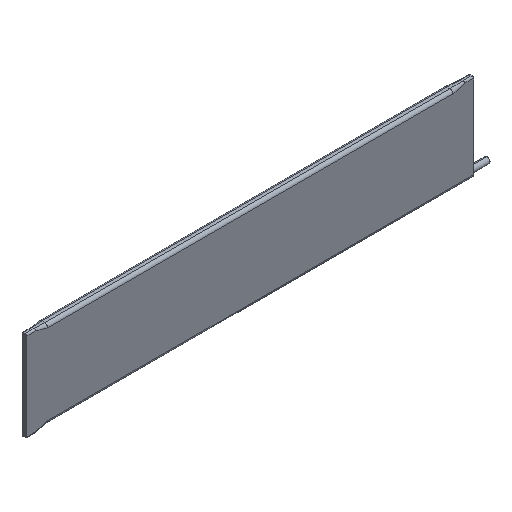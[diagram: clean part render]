
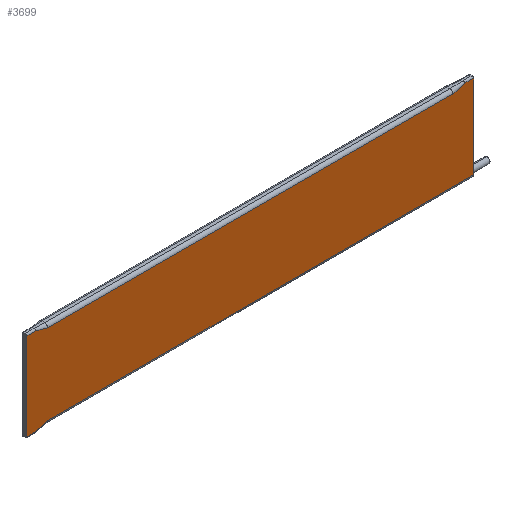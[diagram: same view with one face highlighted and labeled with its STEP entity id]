
A CAD part, isometric view. The second image highlights one B-rep face of the part: STEP entity #3699.
In plain terms, the highlighted planar face has unit normal (0, -1, 0).
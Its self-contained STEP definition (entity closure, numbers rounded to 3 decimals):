
#63 = LINE ( 'NONE', #1073, #1614 ) ;
#577 = CARTESIAN_POINT ( 'NONE',  ( -75., 0., -14.65 ) ) ;
#1063 = ORIENTED_EDGE ( 'NONE', *, *, #10080, .T. ) ;
#1073 = CARTESIAN_POINT ( 'NONE',  ( 75., 0., -11.485 ) ) ;
#1294 = CARTESIAN_POINT ( 'NONE',  ( 0., 0., 14.65 ) ) ;
#1363 = AXIS2_PLACEMENT_3D ( 'NONE', #11073, #11157, #12404 ) ;
#1582 = ORIENTED_EDGE ( 'NONE', *, *, #13664, .F. ) ;
#1587 = VECTOR ( 'NONE', #8125, 1000. ) ;
#1614 = VECTOR ( 'NONE', #9481, 1000. ) ;
#1631 = CARTESIAN_POINT ( 'NONE',  ( -72., 0., 14.65 ) ) ;
#1669 = ORIENTED_EDGE ( 'NONE', *, *, #9684, .F. ) ;
#1930 = LINE ( 'NONE', #6739, #8400 ) ;
#2108 = LINE ( 'NONE', #4465, #3117 ) ;
#2653 = EDGE_LOOP ( 'NONE', ( #3198, #14574, #13059, #5668, #1582, #1063, #11646, #11798, #1669, #9168 ) ) ;
#3117 = VECTOR ( 'NONE', #9339, 1000. ) ;
#3198 = ORIENTED_EDGE ( 'NONE', *, *, #4631, .T. ) ;
#3308 = CARTESIAN_POINT ( 'NONE',  ( 68., 0., 13.485 ) ) ;
#3699 = ADVANCED_FACE ( 'NONE', ( #6379 ), #12550, .T. ) ;
#4034 = EDGE_CURVE ( 'NONE', #8025, #4897, #1930, .T. ) ;
#4081 = VECTOR ( 'NONE', #13763, 1000. ) ;
#4205 = LINE ( 'NONE', #9004, #4081 ) ;
#4446 = CARTESIAN_POINT ( 'NONE',  ( -68., 0., -13.485 ) ) ;
#4465 = CARTESIAN_POINT ( 'NONE',  ( -75., 0., 0. ) ) ;
#4631 = EDGE_CURVE ( 'NONE', #4897, #12084, #2108, .T. ) ;
#4897 = VERTEX_POINT ( 'NONE', #9795 ) ;
#4914 = VERTEX_POINT ( 'NONE', #13461 ) ;
#5668 = ORIENTED_EDGE ( 'NONE', *, *, #9644, .T. ) ;
#5686 = CARTESIAN_POINT ( 'NONE',  ( -70., 0., -14.067 ) ) ;
#5826 = CARTESIAN_POINT ( 'NONE',  ( -68., 0., 13.485 ) ) ;
#6184 = LINE ( 'NONE', #1294, #6622 ) ;
#6379 = FACE_OUTER_BOUND ( 'NONE', #2653, .T. ) ;
#6418 = CARTESIAN_POINT ( 'NONE',  ( -72., 0., -14.65 ) ) ;
#6622 = VECTOR ( 'NONE', #10879, 1000. ) ;
#6739 = CARTESIAN_POINT ( 'NONE',  ( 0., 0., 14.65 ) ) ;
#7034 = EDGE_CURVE ( 'NONE', #8561, #11898, #12657, .T. ) ;
#7051 = EDGE_CURVE ( 'NONE', #13485, #11093, #11796, .T. ) ;
#7222 = VERTEX_POINT ( 'NONE', #14680 ) ;
#8025 = VERTEX_POINT ( 'NONE', #1631 ) ;
#8120 = VECTOR ( 'NONE', #9517, 1000. ) ;
#8125 = DIRECTION ( 'NONE',  ( -0.96, 0., -0.28 ) ) ;
#8400 = VECTOR ( 'NONE', #14238, 1000. ) ;
#8561 = VERTEX_POINT ( 'NONE', #8682 ) ;
#8682 = CARTESIAN_POINT ( 'NONE',  ( 68., 0., 13.485 ) ) ;
#8814 = CARTESIAN_POINT ( 'NONE',  ( -70., 0., 14.068 ) ) ;
#9004 = CARTESIAN_POINT ( 'NONE',  ( 0., 0., -14.65 ) ) ;
#9168 = ORIENTED_EDGE ( 'NONE', *, *, #4034, .T. ) ;
#9196 = EDGE_CURVE ( 'NONE', #12084, #11093, #4205, .T. ) ;
#9339 = DIRECTION ( 'NONE',  ( 0., 0., -1. ) ) ;
#9481 = DIRECTION ( 'NONE',  ( 0., 0., -1. ) ) ;
#9517 = DIRECTION ( 'NONE',  ( -1., 0., 0. ) ) ;
#9644 = EDGE_CURVE ( 'NONE', #13485, #7222, #9915, .T. ) ;
#9684 = EDGE_CURVE ( 'NONE', #8025, #4914, #9831, .T. ) ;
#9795 = CARTESIAN_POINT ( 'NONE',  ( -75., 0., 14.65 ) ) ;
#9820 = VECTOR ( 'NONE', #11311, 1000. ) ;
#9831 = LINE ( 'NONE', #8814, #11817 ) ;
#9915 = LINE ( 'NONE', #12485, #9820 ) ;
#10080 = EDGE_CURVE ( 'NONE', #11528, #11898, #6184, .T. ) ;
#10879 = DIRECTION ( 'NONE',  ( -1., 0., 0. ) ) ;
#10948 = CARTESIAN_POINT ( 'NONE',  ( 72., 0., 14.65 ) ) ;
#11073 = CARTESIAN_POINT ( 'NONE',  ( 0., 0., 0. ) ) ;
#11093 = VERTEX_POINT ( 'NONE', #6418 ) ;
#11157 = DIRECTION ( 'NONE',  ( 0., -1., 0. ) ) ;
#11311 = DIRECTION ( 'NONE',  ( 1., 0., 0. ) ) ;
#11389 = EDGE_CURVE ( 'NONE', #8561, #4914, #14122, .T. ) ;
#11528 = VERTEX_POINT ( 'NONE', #12403 ) ;
#11646 = ORIENTED_EDGE ( 'NONE', *, *, #7034, .F. ) ;
#11796 = LINE ( 'NONE', #5686, #1587 ) ;
#11798 = ORIENTED_EDGE ( 'NONE', *, *, #11389, .T. ) ;
#11817 = VECTOR ( 'NONE', #14596, 1000. ) ;
#11898 = VERTEX_POINT ( 'NONE', #10948 ) ;
#12084 = VERTEX_POINT ( 'NONE', #577 ) ;
#12403 = CARTESIAN_POINT ( 'NONE',  ( 75., 0., 14.65 ) ) ;
#12404 = DIRECTION ( 'NONE',  ( 0., 0., -1. ) ) ;
#12485 = CARTESIAN_POINT ( 'NONE',  ( 68., 0., -13.485 ) ) ;
#12550 = PLANE ( 'NONE',  #1363 ) ;
#12657 = LINE ( 'NONE', #3308, #13855 ) ;
#13059 = ORIENTED_EDGE ( 'NONE', *, *, #7051, .F. ) ;
#13461 = CARTESIAN_POINT ( 'NONE',  ( -68., 0., 13.485 ) ) ;
#13485 = VERTEX_POINT ( 'NONE', #4446 ) ;
#13664 = EDGE_CURVE ( 'NONE', #11528, #7222, #63, .T. ) ;
#13763 = DIRECTION ( 'NONE',  ( 1., 0., 0. ) ) ;
#13819 = DIRECTION ( 'NONE',  ( 0.96, 0., 0.28 ) ) ;
#13855 = VECTOR ( 'NONE', #13819, 1000. ) ;
#14122 = LINE ( 'NONE', #5826, #8120 ) ;
#14238 = DIRECTION ( 'NONE',  ( -1., 0., 0. ) ) ;
#14574 = ORIENTED_EDGE ( 'NONE', *, *, #9196, .T. ) ;
#14596 = DIRECTION ( 'NONE',  ( 0.96, 0., -0.28 ) ) ;
#14680 = CARTESIAN_POINT ( 'NONE',  ( 75., 0., -13.485 ) ) ;
